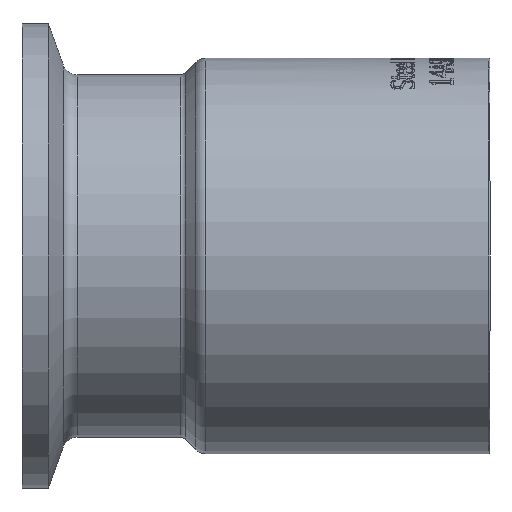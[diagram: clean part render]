
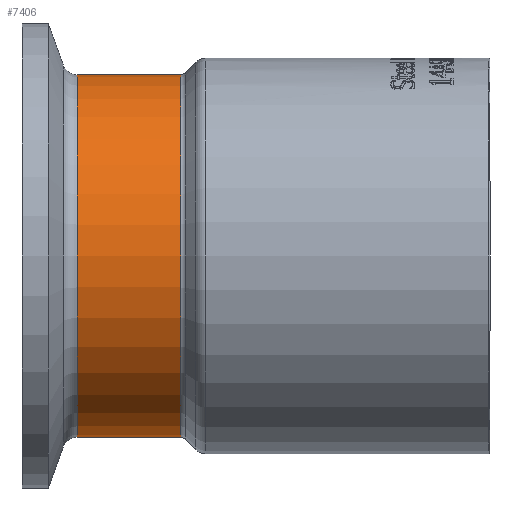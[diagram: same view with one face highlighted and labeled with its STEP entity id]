
A CAD part, front view. The second image highlights one B-rep face of the part: STEP entity #7406.
In plain terms, the highlighted cylindrical face has radius 19.685 mm (diameter 39.37 mm), a full revolution.
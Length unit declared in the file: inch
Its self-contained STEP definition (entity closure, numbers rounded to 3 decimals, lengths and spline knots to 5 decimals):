
#856=FACE_OUTER_BOUND('',#1295,.T.);
#1295=EDGE_LOOP('',(#6851,#6852,#6853,#6854,#6855,#6856,#6857,#6858));
#1824=CIRCLE('',#7909,0.775);
#1825=CIRCLE('',#7910,0.775);
#1826=CIRCLE('',#7911,0.775);
#1829=CIRCLE('',#7915,0.775);
#1830=CIRCLE('',#7916,0.775);
#1831=CIRCLE('',#7917,0.775);
#2365=LINE('',#16234,#2869);
#2869=VECTOR('',#9419,0.775);
#3585=VERTEX_POINT('',#16218);
#3586=VERTEX_POINT('',#16220);
#3587=VERTEX_POINT('',#16222);
#3589=VERTEX_POINT('',#16229);
#3590=VERTEX_POINT('',#16230);
#3591=VERTEX_POINT('',#16232);
#4682=EDGE_CURVE('',#3585,#3586,#1824,.T.);
#4683=EDGE_CURVE('',#3586,#3587,#1825,.T.);
#4684=EDGE_CURVE('',#3587,#3585,#1826,.T.);
#4687=EDGE_CURVE('',#3589,#3590,#1829,.T.);
#4688=EDGE_CURVE('',#3591,#3589,#1830,.T.);
#4689=EDGE_CURVE('',#3591,#3587,#2365,.T.);
#4690=EDGE_CURVE('',#3590,#3591,#1831,.T.);
#6851=ORIENTED_EDGE('',*,*,#4687,.F.);
#6852=ORIENTED_EDGE('',*,*,#4688,.F.);
#6853=ORIENTED_EDGE('',*,*,#4689,.T.);
#6854=ORIENTED_EDGE('',*,*,#4683,.F.);
#6855=ORIENTED_EDGE('',*,*,#4682,.F.);
#6856=ORIENTED_EDGE('',*,*,#4684,.F.);
#6857=ORIENTED_EDGE('',*,*,#4689,.F.);
#6858=ORIENTED_EDGE('',*,*,#4690,.F.);
#6988=CYLINDRICAL_SURFACE('',#7914,0.775);
#7406=ADVANCED_FACE('',(#856),#6988,.T.);
#7909=AXIS2_PLACEMENT_3D('',#16221,#9403,#9404);
#7910=AXIS2_PLACEMENT_3D('',#16223,#9405,#9406);
#7911=AXIS2_PLACEMENT_3D('',#16224,#9407,#9408);
#7914=AXIS2_PLACEMENT_3D('',#16228,#9413,#9414);
#7915=AXIS2_PLACEMENT_3D('',#16231,#9415,#9416);
#7916=AXIS2_PLACEMENT_3D('',#16233,#9417,#9418);
#7917=AXIS2_PLACEMENT_3D('',#16235,#9420,#9421);
#9403=DIRECTION('center_axis',(-1.,0.,0.));
#9404=DIRECTION('ref_axis',(0.,-1.,0.));
#9405=DIRECTION('center_axis',(-1.,0.,0.));
#9406=DIRECTION('ref_axis',(0.,-1.,0.));
#9407=DIRECTION('center_axis',(-1.,0.,0.));
#9408=DIRECTION('ref_axis',(0.,-1.,0.));
#9413=DIRECTION('center_axis',(1.,0.,0.));
#9414=DIRECTION('ref_axis',(0.,1.,0.));
#9415=DIRECTION('center_axis',(1.,0.,0.));
#9416=DIRECTION('ref_axis',(0.,-1.,0.));
#9417=DIRECTION('center_axis',(1.,0.,0.));
#9418=DIRECTION('ref_axis',(0.,-1.,0.));
#9419=DIRECTION('',(-1.,0.,0.));
#9420=DIRECTION('center_axis',(1.,0.,0.));
#9421=DIRECTION('ref_axis',(0.,-1.,0.));
#16218=CARTESIAN_POINT('',(0.23509,0.,0.775));
#16220=CARTESIAN_POINT('',(0.23509,0.775,0.));
#16221=CARTESIAN_POINT('Origin',(0.23509,0.,
0.));
#16222=CARTESIAN_POINT('',(0.23509,-0.775,0.));
#16223=CARTESIAN_POINT('Origin',(0.23509,0.,
0.));
#16224=CARTESIAN_POINT('Origin',(0.23509,0.,
0.));
#16228=CARTESIAN_POINT('Origin',(0.44098,0.,
0.));
#16229=CARTESIAN_POINT('',(0.67814,0.775,0.));
#16230=CARTESIAN_POINT('',(0.67814,0.,0.775));
#16231=CARTESIAN_POINT('Origin',(0.67814,0.,0.));
#16232=CARTESIAN_POINT('',(0.67814,-0.775,0.));
#16233=CARTESIAN_POINT('Origin',(0.67814,0.,0.));
#16234=CARTESIAN_POINT('',(0.44098,-0.775,0.));
#16235=CARTESIAN_POINT('Origin',(0.67814,0.,0.));
